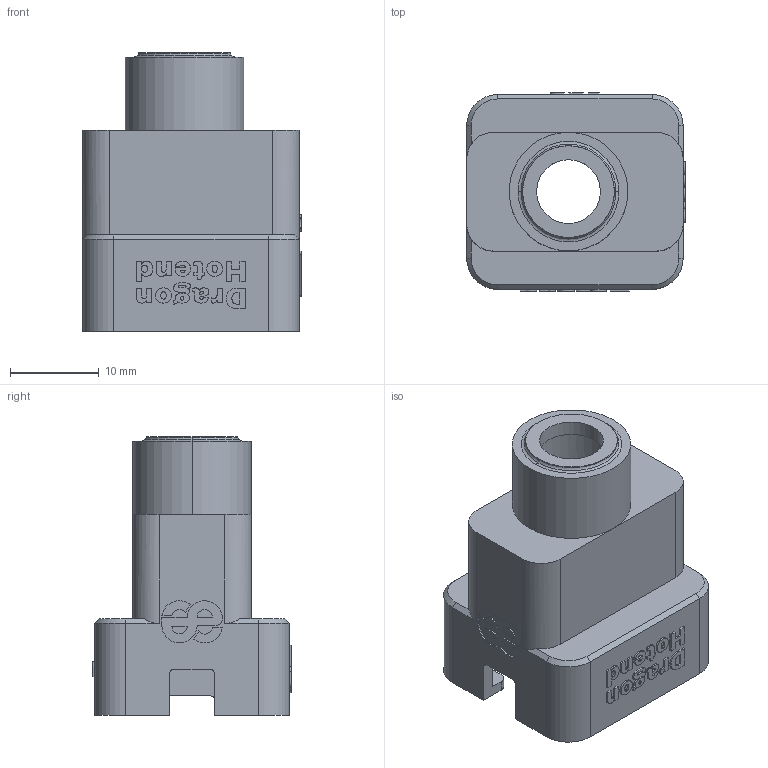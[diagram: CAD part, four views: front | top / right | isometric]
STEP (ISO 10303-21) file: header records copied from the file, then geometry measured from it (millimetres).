
FILE_DESCRIPTION(/* description */ (''),/* implementation_level */ '2;1');
FILE_NAME(/* name */ 'uhf 1120.stp',/* time_stamp */ '2024-11-20T13:33:28+08:00',/* author */ (''),/* organization */ (''),/* preprocessor_version */ 'ST-DEVELOPER v16',/* originating_system */ 'SIEMENS PLM Software NX 11.0',/* authorisation */ '');
FILE_SCHEMA (('AUTOMOTIVE_DESIGN { 1 0 10303 214 3 1 1 1 }'));
Length unit declared in the file: millimetre
Products named in the file (1): 保护套uhf
Bounding box: 24.69 x 22.4 x 31.5 mm (x, y, z)
Volume: 4117.8 mm3; surface area: 5032 mm2
Topology: 13 solids, 13 shells, 375 faces, 964 edges, 637 vertices
Faces by surface type: plane 205, cylinder 98, extrusion 58, cone 10, torus 4
Entity records: 13711 total; most frequent: CARTESIAN_POINT 4665, ORIENTED_EDGE 1898, DIRECTION 1574, EDGE_CURVE 949, VERTEX_POINT 633, VECTOR 526, AXIS2_PLACEMENT_3D 524, LINE 468
